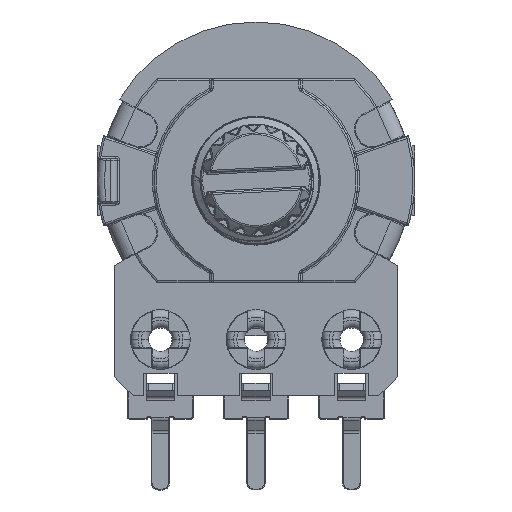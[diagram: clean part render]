
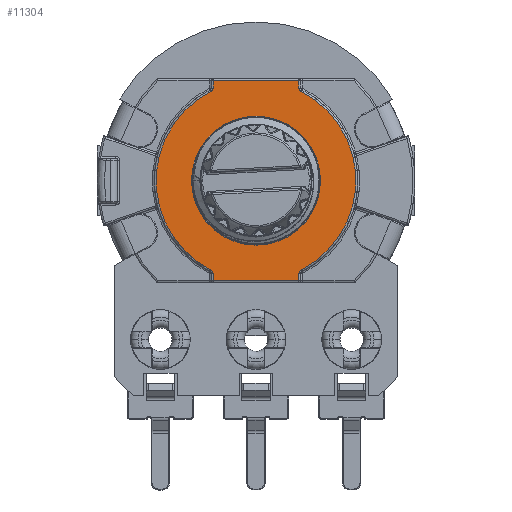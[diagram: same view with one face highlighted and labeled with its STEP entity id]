
A CAD part, top view. The second image highlights one B-rep face of the part: STEP entity #11304.
In plain terms, the highlighted planar face has unit normal (0, 0, 1).
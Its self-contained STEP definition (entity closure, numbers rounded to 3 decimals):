
#76 = VERTEX_POINT ( 'NONE', #13699 ) ;
#374 = AXIS2_PLACEMENT_3D ( 'NONE', #19308, #34978, #3577 ) ;
#852 = EDGE_CURVE ( 'NONE', #41561, #36759, #21627, .T. ) ;
#972 = CARTESIAN_POINT ( 'NONE',  ( 2.3, 0., 2. ) ) ;
#975 = EDGE_LOOP ( 'NONE', ( #2833, #18626, #43441, #34521, #23882, #49182, #22486, #23311, #21853, #13635, #11865, #39457 ) ) ;
#1143 = DIRECTION ( 'NONE',  ( 1., 0., 0. ) ) ;
#1213 = CARTESIAN_POINT ( 'NONE',  ( -2.5, -4.955, 2. ) ) ;
#1614 = CARTESIAN_POINT ( 'NONE',  ( -2.3, -5.35, 2. ) ) ;
#2115 = CARTESIAN_POINT ( 'NONE',  ( 2.4, -5.35, 2. ) ) ;
#2456 = CARTESIAN_POINT ( 'NONE',  ( 0., 0., 2. ) ) ;
#2574 = ORIENTED_EDGE ( 'NONE', *, *, #22601, .T. ) ;
#2833 = ORIENTED_EDGE ( 'NONE', *, *, #10525, .T. ) ;
#2972 = AXIS2_PLACEMENT_3D ( 'NONE', #43834, #20249, #4043 ) ;
#3577 = DIRECTION ( 'NONE',  ( -1., 0., 0. ) ) ;
#3952 = AXIS2_PLACEMENT_3D ( 'NONE', #28745, #33079, #25139 ) ;
#4043 = DIRECTION ( 'NONE',  ( 1., 0., 0. ) ) ;
#4321 = EDGE_CURVE ( 'NONE', #42877, #32152, #22467, .T. ) ;
#5103 = CIRCLE ( 'NONE', #29990, 0.2 ) ;
#5765 = AXIS2_PLACEMENT_3D ( 'NONE', #25651, #6343, #49186 ) ;
#6343 = DIRECTION ( 'NONE',  ( 0., 0., -1. ) ) ;
#6374 = EDGE_LOOP ( 'NONE', ( #2574, #23096 ) ) ;
#6715 = AXIS2_PLACEMENT_3D ( 'NONE', #2456, #18056, #41076 ) ;
#6756 = VECTOR ( 'NONE', #8319, 1000. ) ;
#6798 = CARTESIAN_POINT ( 'NONE',  ( 0., 0., 2. ) ) ;
#6864 = EDGE_CURVE ( 'NONE', #10691, #15651, #48777, .T. ) ;
#7746 = CARTESIAN_POINT ( 'NONE',  ( 2.5, -4.955, 2. ) ) ;
#7919 = DIRECTION ( 'NONE',  ( -1., 0., 0. ) ) ;
#8010 = LINE ( 'NONE', #45233, #29392 ) ;
#8319 = DIRECTION ( 'NONE',  ( 0., -1., 0. ) ) ;
#8475 = CARTESIAN_POINT ( 'NONE',  ( -2.3, 4.955, 2. ) ) ;
#8476 = CARTESIAN_POINT ( 'NONE',  ( 2.3, 0., 2. ) ) ;
#9101 = DIRECTION ( 'NONE',  ( 1., 0., 0. ) ) ;
#9812 = DIRECTION ( 'NONE',  ( 0., -1., 0. ) ) ;
#10525 = EDGE_CURVE ( 'NONE', #13341, #76, #24524, .T. ) ;
#10691 = VERTEX_POINT ( 'NONE', #12391 ) ;
#10864 = EDGE_CURVE ( 'NONE', #24248, #15651, #14141, .T. ) ;
#11304 = ADVANCED_FACE ( 'NONE', ( #47303, #46031 ), #39887, .T. ) ;
#11532 = DIRECTION ( 'NONE',  ( 0., 0., -1. ) ) ;
#11865 = ORIENTED_EDGE ( 'NONE', *, *, #44362, .F. ) ;
#12117 = CARTESIAN_POINT ( 'NONE',  ( -2.3, -4.955, 2. ) ) ;
#12391 = CARTESIAN_POINT ( 'NONE',  ( -2.41, 4.776, 2. ) ) ;
#12539 = EDGE_CURVE ( 'NONE', #30271, #24248, #8010, .T. ) ;
#12882 = EDGE_CURVE ( 'NONE', #42877, #76, #44180, .T. ) ;
#13330 = DIRECTION ( 'NONE',  ( 0., 0., 1. ) ) ;
#13341 = VERTEX_POINT ( 'NONE', #1614 ) ;
#13635 = ORIENTED_EDGE ( 'NONE', *, *, #17788, .T. ) ;
#13699 = CARTESIAN_POINT ( 'NONE',  ( 2.3, -5.35, 2. ) ) ;
#14141 = LINE ( 'NONE', #48539, #31914 ) ;
#14216 = CARTESIAN_POINT ( 'NONE',  ( 2.3, 5.35, 2. ) ) ;
#14927 = VERTEX_POINT ( 'NONE', #44431 ) ;
#15651 = VERTEX_POINT ( 'NONE', #8475 ) ;
#15717 = CIRCLE ( 'NONE', #6715, 3.45 ) ;
#17050 = DIRECTION ( 'NONE',  ( 0., -1., 0. ) ) ;
#17145 = LINE ( 'NONE', #8476, #6756 ) ;
#17788 = EDGE_CURVE ( 'NONE', #10691, #45889, #41185, .T. ) ;
#18056 = DIRECTION ( 'NONE',  ( 0., 0., -1. ) ) ;
#18626 = ORIENTED_EDGE ( 'NONE', *, *, #12882, .F. ) ;
#19308 = CARTESIAN_POINT ( 'NONE',  ( 2.5, 4.955, 2. ) ) ;
#20249 = DIRECTION ( 'NONE',  ( 0., 0., 1. ) ) ;
#20258 = AXIS2_PLACEMENT_3D ( 'NONE', #7746, #11532, #7919 ) ;
#20842 = VECTOR ( 'NONE', #44833, 1000. ) ;
#21627 = CIRCLE ( 'NONE', #5765, 3.45 ) ;
#21780 = CIRCLE ( 'NONE', #374, 0.2 ) ;
#21853 = ORIENTED_EDGE ( 'NONE', *, *, #6864, .F. ) ;
#22344 = VERTEX_POINT ( 'NONE', #12117 ) ;
#22467 = CIRCLE ( 'NONE', #20258, 0.2 ) ;
#22486 = ORIENTED_EDGE ( 'NONE', *, *, #12539, .T. ) ;
#22601 = EDGE_CURVE ( 'NONE', #36759, #41561, #15717, .T. ) ;
#23096 = ORIENTED_EDGE ( 'NONE', *, *, #852, .T. ) ;
#23311 = ORIENTED_EDGE ( 'NONE', *, *, #10864, .T. ) ;
#23882 = ORIENTED_EDGE ( 'NONE', *, *, #31760, .T. ) ;
#24248 = VERTEX_POINT ( 'NONE', #30732 ) ;
#24524 = LINE ( 'NONE', #2115, #20842 ) ;
#25139 = DIRECTION ( 'NONE',  ( 1., 0., 0. ) ) ;
#25651 = CARTESIAN_POINT ( 'NONE',  ( 0., 0., 2. ) ) ;
#28418 = DIRECTION ( 'NONE',  ( 0., 0., 1. ) ) ;
#28745 = CARTESIAN_POINT ( 'NONE',  ( -2.5, 4.955, 2. ) ) ;
#29386 = DIRECTION ( 'NONE',  ( -1., 0., 0. ) ) ;
#29392 = VECTOR ( 'NONE', #29386, 1000. ) ;
#29990 = AXIS2_PLACEMENT_3D ( 'NONE', #1213, #28418, #9101 ) ;
#30271 = VERTEX_POINT ( 'NONE', #14216 ) ;
#30596 = EDGE_CURVE ( 'NONE', #22344, #13341, #36645, .T. ) ;
#30732 = CARTESIAN_POINT ( 'NONE',  ( -2.3, 5.35, 2. ) ) ;
#31760 = EDGE_CURVE ( 'NONE', #40047, #14927, #21780, .T. ) ;
#31914 = VECTOR ( 'NONE', #9812, 1000. ) ;
#32152 = VERTEX_POINT ( 'NONE', #33889 ) ;
#33079 = DIRECTION ( 'NONE',  ( 0., 0., 1. ) ) ;
#33485 = CARTESIAN_POINT ( 'NONE',  ( -3.45, 0., 2. ) ) ;
#33889 = CARTESIAN_POINT ( 'NONE',  ( 2.41, -4.776, 2. ) ) ;
#34502 = CARTESIAN_POINT ( 'NONE',  ( -2.41, -4.776, 2. ) ) ;
#34521 = ORIENTED_EDGE ( 'NONE', *, *, #48821, .F. ) ;
#34978 = DIRECTION ( 'NONE',  ( 0., 0., -1. ) ) ;
#36645 = LINE ( 'NONE', #49873, #42790 ) ;
#36759 = VERTEX_POINT ( 'NONE', #50827 ) ;
#38121 = CARTESIAN_POINT ( 'NONE',  ( 2.3, -4.955, 2. ) ) ;
#38197 = DIRECTION ( 'NONE',  ( 0., 0., -1. ) ) ;
#38421 = DIRECTION ( 'NONE',  ( 0., -1., 0. ) ) ;
#39254 = VECTOR ( 'NONE', #17050, 1000. ) ;
#39457 = ORIENTED_EDGE ( 'NONE', *, *, #30596, .T. ) ;
#39887 = PLANE ( 'NONE',  #2972 ) ;
#40047 = VERTEX_POINT ( 'NONE', #43875 ) ;
#40721 = AXIS2_PLACEMENT_3D ( 'NONE', #6798, #38197, #42139 ) ;
#41076 = DIRECTION ( 'NONE',  ( 1., 0., 0. ) ) ;
#41185 = CIRCLE ( 'NONE', #42346, 5.35 ) ;
#41561 = VERTEX_POINT ( 'NONE', #33485 ) ;
#42139 = DIRECTION ( 'NONE',  ( -1., 0., 0. ) ) ;
#42346 = AXIS2_PLACEMENT_3D ( 'NONE', #48121, #13330, #1143 ) ;
#42790 = VECTOR ( 'NONE', #38421, 1000. ) ;
#42877 = VERTEX_POINT ( 'NONE', #38121 ) ;
#43441 = ORIENTED_EDGE ( 'NONE', *, *, #4321, .T. ) ;
#43834 = CARTESIAN_POINT ( 'NONE',  ( 0., 0., 2. ) ) ;
#43875 = CARTESIAN_POINT ( 'NONE',  ( 2.41, 4.776, 2. ) ) ;
#44180 = LINE ( 'NONE', #972, #39254 ) ;
#44362 = EDGE_CURVE ( 'NONE', #22344, #45889, #5103, .T. ) ;
#44431 = CARTESIAN_POINT ( 'NONE',  ( 2.3, 4.955, 2. ) ) ;
#44833 = DIRECTION ( 'NONE',  ( 1., 0., 0. ) ) ;
#45233 = CARTESIAN_POINT ( 'NONE',  ( 0., 5.35, 2. ) ) ;
#45889 = VERTEX_POINT ( 'NONE', #34502 ) ;
#46031 = FACE_OUTER_BOUND ( 'NONE', #975, .T. ) ;
#47303 = FACE_BOUND ( 'NONE', #6374, .T. ) ;
#48121 = CARTESIAN_POINT ( 'NONE',  ( 0., 0., 2. ) ) ;
#48539 = CARTESIAN_POINT ( 'NONE',  ( -2.3, 0., 2. ) ) ;
#48777 = CIRCLE ( 'NONE', #3952, 0.2 ) ;
#48821 = EDGE_CURVE ( 'NONE', #40047, #32152, #49677, .T. ) ;
#48967 = EDGE_CURVE ( 'NONE', #30271, #14927, #17145, .T. ) ;
#49182 = ORIENTED_EDGE ( 'NONE', *, *, #48967, .F. ) ;
#49186 = DIRECTION ( 'NONE',  ( 1., 0., 0. ) ) ;
#49677 = CIRCLE ( 'NONE', #40721, 5.35 ) ;
#49873 = CARTESIAN_POINT ( 'NONE',  ( -2.3, 0., 2. ) ) ;
#50827 = CARTESIAN_POINT ( 'NONE',  ( 3.45, 0., 2. ) ) ;
